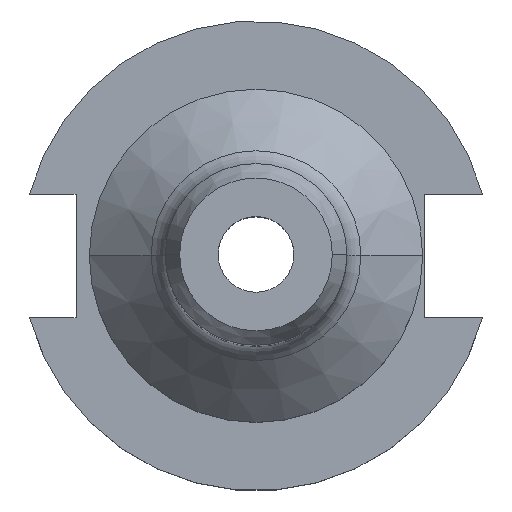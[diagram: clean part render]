
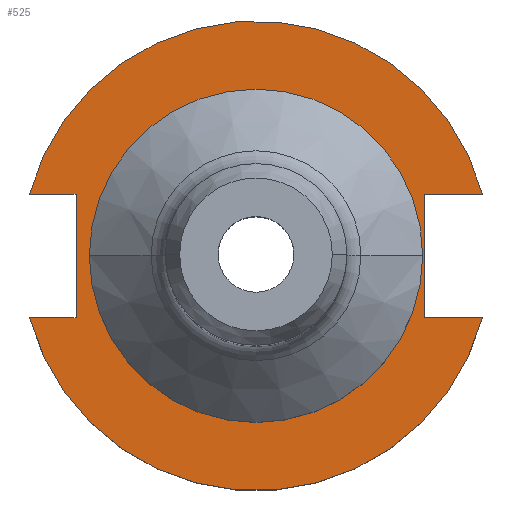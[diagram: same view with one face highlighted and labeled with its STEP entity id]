
A CAD part, top view. The second image highlights one B-rep face of the part: STEP entity #525.
In plain terms, the highlighted planar face has unit normal (0, 0, 1).
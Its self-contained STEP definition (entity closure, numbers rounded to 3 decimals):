
#6 = CARTESIAN_POINT ( 'NONE',  ( 47.477, -12.954, 19.05 ) ) ;
#13 = VECTOR ( 'NONE', #620, 1000. ) ;
#38 = EDGE_CURVE ( 'NONE', #491, #1605, #111, .T. ) ;
#40 = DIRECTION ( 'NONE',  ( 1., 0., 0. ) ) ;
#45 = CARTESIAN_POINT ( 'NONE',  ( -37.719, -12.954, 19.05 ) ) ;
#59 = VERTEX_POINT ( 'NONE', #1713 ) ;
#71 = LINE ( 'NONE', #1215, #1382 ) ;
#85 = EDGE_CURVE ( 'NONE', #59, #886, #71, .T. ) ;
#87 = ORIENTED_EDGE ( 'NONE', *, *, #1637, .F. ) ;
#101 = DIRECTION ( 'NONE',  ( 1., 0., 0. ) ) ;
#111 = CIRCLE ( 'NONE', #1020, 49.212 ) ;
#121 = ORIENTED_EDGE ( 'NONE', *, *, #451, .F. ) ;
#158 = VERTEX_POINT ( 'NONE', #443 ) ;
#190 = FACE_BOUND ( 'NONE', #514, .T. ) ;
#213 = VERTEX_POINT ( 'NONE', #313 ) ;
#230 = EDGE_CURVE ( 'NONE', #213, #158, #1405, .T. ) ;
#236 = VERTEX_POINT ( 'NONE', #1250 ) ;
#242 = CARTESIAN_POINT ( 'NONE',  ( 0., 49.212, 19.05 ) ) ;
#271 = LINE ( 'NONE', #599, #945 ) ;
#285 = LINE ( 'NONE', #609, #1004 ) ;
#313 = CARTESIAN_POINT ( 'NONE',  ( 34.925, 0., 19.05 ) ) ;
#324 = EDGE_CURVE ( 'NONE', #886, #236, #271, .T. ) ;
#332 = CIRCLE ( 'NONE', #484, 49.212 ) ;
#344 = ORIENTED_EDGE ( 'NONE', *, *, #931, .F. ) ;
#346 = CARTESIAN_POINT ( 'NONE',  ( -47.477, 12.954, 19.05 ) ) ;
#350 = DIRECTION ( 'NONE',  ( 0., 0., 1. ) ) ;
#405 = DIRECTION ( 'NONE',  ( 1., 0., 0. ) ) ;
#411 = ORIENTED_EDGE ( 'NONE', *, *, #324, .F. ) ;
#416 = DIRECTION ( 'NONE',  ( 0., 0., 1. ) ) ;
#424 = CARTESIAN_POINT ( 'NONE',  ( 0., 0., 19.05 ) ) ;
#443 = CARTESIAN_POINT ( 'NONE',  ( -34.925, 0., 19.05 ) ) ;
#451 = EDGE_CURVE ( 'NONE', #236, #1605, #1269, .T. ) ;
#484 = AXIS2_PLACEMENT_3D ( 'NONE', #948, #416, #405 ) ;
#485 = LINE ( 'NONE', #612, #13 ) ;
#491 = VERTEX_POINT ( 'NONE', #1721 ) ;
#514 = EDGE_LOOP ( 'NONE', ( #556, #1349 ) ) ;
#525 = ADVANCED_FACE ( 'NONE', ( #190, #1495 ), #1030, .T. ) ;
#534 = DIRECTION ( 'NONE',  ( 1., 0., 0. ) ) ;
#545 = VECTOR ( 'NONE', #1286, 1000. ) ;
#556 = ORIENTED_EDGE ( 'NONE', *, *, #230, .F. ) ;
#576 = DIRECTION ( 'NONE',  ( 0., 0., 1. ) ) ;
#578 = DIRECTION ( 'NONE',  ( 0., -1., 0. ) ) ;
#599 = CARTESIAN_POINT ( 'NONE',  ( -37.719, 12.954, 19.05 ) ) ;
#609 = CARTESIAN_POINT ( 'NONE',  ( 35.306, 12.954, 19.05 ) ) ;
#612 = CARTESIAN_POINT ( 'NONE',  ( 35.306, -12.954, 19.05 ) ) ;
#613 = DIRECTION ( 'NONE',  ( 0., 1., 0. ) ) ;
#616 = CARTESIAN_POINT ( 'NONE',  ( -63.719, 12.954, 19.05 ) ) ;
#620 = DIRECTION ( 'NONE',  ( 1., 0., 0. ) ) ;
#623 = DIRECTION ( 'NONE',  ( 1., 0., 0. ) ) ;
#629 = EDGE_CURVE ( 'NONE', #1124, #675, #485, .T. ) ;
#663 = CARTESIAN_POINT ( 'NONE',  ( 35.306, 12.954, 19.05 ) ) ;
#674 = DIRECTION ( 'NONE',  ( 0., 0., 1. ) ) ;
#675 = VERTEX_POINT ( 'NONE', #6 ) ;
#696 = ORIENTED_EDGE ( 'NONE', *, *, #85, .F. ) ;
#706 = CARTESIAN_POINT ( 'NONE',  ( 0., 0., 19.05 ) ) ;
#745 = DIRECTION ( 'NONE',  ( -1., 0., 0. ) ) ;
#756 = ORIENTED_EDGE ( 'NONE', *, *, #38, .T. ) ;
#821 = LINE ( 'NONE', #993, #1148 ) ;
#839 = EDGE_CURVE ( 'NONE', #158, #213, #900, .T. ) ;
#886 = VERTEX_POINT ( 'NONE', #45 ) ;
#900 = CIRCLE ( 'NONE', #1403, 34.925 ) ;
#931 = EDGE_CURVE ( 'NONE', #1233, #1124, #821, .T. ) ;
#945 = VECTOR ( 'NONE', #613, 1000. ) ;
#948 = CARTESIAN_POINT ( 'NONE',  ( 0., 0., 19.05 ) ) ;
#993 = CARTESIAN_POINT ( 'NONE',  ( 35.306, 12.954, 19.05 ) ) ;
#1004 = VECTOR ( 'NONE', #745, 1000. ) ;
#1020 = AXIS2_PLACEMENT_3D ( 'NONE', #1172, #350, #623 ) ;
#1030 = PLANE ( 'NONE',  #1441 ) ;
#1083 = ORIENTED_EDGE ( 'NONE', *, *, #629, .F. ) ;
#1089 = EDGE_CURVE ( 'NONE', #59, #675, #332, .T. ) ;
#1116 = CARTESIAN_POINT ( 'NONE',  ( 35.306, -12.954, 19.05 ) ) ;
#1124 = VERTEX_POINT ( 'NONE', #1116 ) ;
#1148 = VECTOR ( 'NONE', #578, 1000. ) ;
#1172 = CARTESIAN_POINT ( 'NONE',  ( 0., 0., 19.05 ) ) ;
#1190 = DIRECTION ( 'NONE',  ( 0., 0., 1. ) ) ;
#1208 = EDGE_LOOP ( 'NONE', ( #1429, #1083, #344, #87, #756, #121, #411, #696 ) ) ;
#1215 = CARTESIAN_POINT ( 'NONE',  ( -63.719, -12.954, 19.05 ) ) ;
#1233 = VERTEX_POINT ( 'NONE', #663 ) ;
#1238 = AXIS2_PLACEMENT_3D ( 'NONE', #706, #576, #40 ) ;
#1250 = CARTESIAN_POINT ( 'NONE',  ( -37.719, 12.954, 19.05 ) ) ;
#1269 = LINE ( 'NONE', #616, #545 ) ;
#1286 = DIRECTION ( 'NONE',  ( -1., 0., 0. ) ) ;
#1349 = ORIENTED_EDGE ( 'NONE', *, *, #839, .F. ) ;
#1382 = VECTOR ( 'NONE', #534, 1000. ) ;
#1403 = AXIS2_PLACEMENT_3D ( 'NONE', #424, #674, #1636 ) ;
#1405 = CIRCLE ( 'NONE', #1238, 34.925 ) ;
#1429 = ORIENTED_EDGE ( 'NONE', *, *, #1089, .T. ) ;
#1441 = AXIS2_PLACEMENT_3D ( 'NONE', #242, #1190, #101 ) ;
#1495 = FACE_OUTER_BOUND ( 'NONE', #1208, .T. ) ;
#1605 = VERTEX_POINT ( 'NONE', #346 ) ;
#1636 = DIRECTION ( 'NONE',  ( 1., 0., 0. ) ) ;
#1637 = EDGE_CURVE ( 'NONE', #491, #1233, #285, .T. ) ;
#1713 = CARTESIAN_POINT ( 'NONE',  ( -47.477, -12.954, 19.05 ) ) ;
#1721 = CARTESIAN_POINT ( 'NONE',  ( 47.477, 12.954, 19.05 ) ) ;
